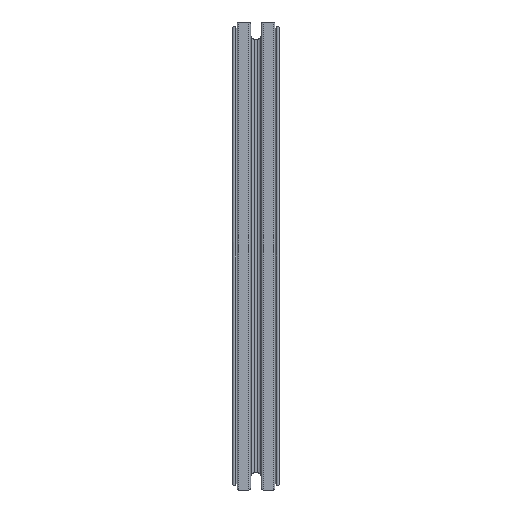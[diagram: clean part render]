
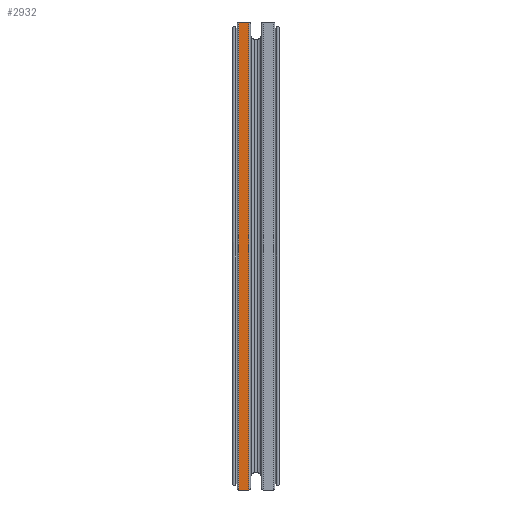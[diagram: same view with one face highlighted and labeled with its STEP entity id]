
A CAD part, front view. The second image highlights one B-rep face of the part: STEP entity #2932.
In plain terms, the highlighted planar face has unit normal (0, -1, 0).
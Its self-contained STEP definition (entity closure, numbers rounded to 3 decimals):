
#172 = CARTESIAN_POINT ( 'NONE',  ( -2.25, -7.5, 150. ) ) ;
#380 = CARTESIAN_POINT ( 'NONE',  ( -2.25, -7.5, 0. ) ) ;
#444 = CARTESIAN_POINT ( 'NONE',  ( -5.586, -7.5, 150. ) ) ;
#519 = EDGE_CURVE ( 'NONE', #2077, #3318, #2355, .T. ) ;
#1144 = VECTOR ( 'NONE', #3029, 1000. ) ;
#1290 = VECTOR ( 'NONE', #2443, 1000. ) ;
#1465 = EDGE_CURVE ( 'NONE', #1835, #3433, #3955, .T. ) ;
#1771 = AXIS2_PLACEMENT_3D ( 'NONE', #3877, #3543, #1859 ) ;
#1835 = VERTEX_POINT ( 'NONE', #172 ) ;
#1859 = DIRECTION ( 'NONE',  ( 1., 0., 0. ) ) ;
#1959 = EDGE_CURVE ( 'NONE', #3433, #3318, #3516, .T. ) ;
#2069 = CARTESIAN_POINT ( 'NONE',  ( -2.25, -7.5, 0. ) ) ;
#2077 = VERTEX_POINT ( 'NONE', #380 ) ;
#2148 = EDGE_CURVE ( 'NONE', #1835, #2077, #4267, .T. ) ;
#2299 = VECTOR ( 'NONE', #2978, 1000. ) ;
#2355 = LINE ( 'NONE', #2069, #1144 ) ;
#2431 = DIRECTION ( 'NONE',  ( 0., 0., -1. ) ) ;
#2443 = DIRECTION ( 'NONE',  ( -1., 0., 0. ) ) ;
#2621 = CARTESIAN_POINT ( 'NONE',  ( -5.586, -7.5, 150. ) ) ;
#2932 = ADVANCED_FACE ( 'NONE', ( #3550 ), #3911, .T. ) ;
#2978 = DIRECTION ( 'NONE',  ( 0., 0., -1. ) ) ;
#2983 = ORIENTED_EDGE ( 'NONE', *, *, #2148, .F. ) ;
#3029 = DIRECTION ( 'NONE',  ( -1., 0., 0. ) ) ;
#3068 = ORIENTED_EDGE ( 'NONE', *, *, #1465, .T. ) ;
#3298 = CARTESIAN_POINT ( 'NONE',  ( -5.586, -7.5, 0. ) ) ;
#3318 = VERTEX_POINT ( 'NONE', #3298 ) ;
#3394 = ORIENTED_EDGE ( 'NONE', *, *, #1959, .T. ) ;
#3433 = VERTEX_POINT ( 'NONE', #444 ) ;
#3441 = CARTESIAN_POINT ( 'NONE',  ( -2.25, -7.5, 150. ) ) ;
#3516 = LINE ( 'NONE', #2621, #2299 ) ;
#3543 = DIRECTION ( 'NONE',  ( 0., -1., 0. ) ) ;
#3550 = FACE_OUTER_BOUND ( 'NONE', #4145, .T. ) ;
#3563 = ORIENTED_EDGE ( 'NONE', *, *, #519, .F. ) ;
#3721 = VECTOR ( 'NONE', #2431, 1000. ) ;
#3770 = CARTESIAN_POINT ( 'NONE',  ( -2.25, -7.5, 150. ) ) ;
#3877 = CARTESIAN_POINT ( 'NONE',  ( -2.25, -7.5, 150. ) ) ;
#3911 = PLANE ( 'NONE',  #1771 ) ;
#3955 = LINE ( 'NONE', #3770, #1290 ) ;
#4145 = EDGE_LOOP ( 'NONE', ( #3563, #2983, #3068, #3394 ) ) ;
#4267 = LINE ( 'NONE', #3441, #3721 ) ;
